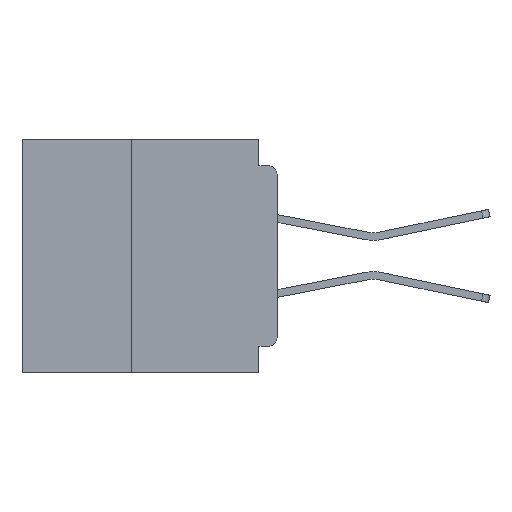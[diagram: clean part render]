
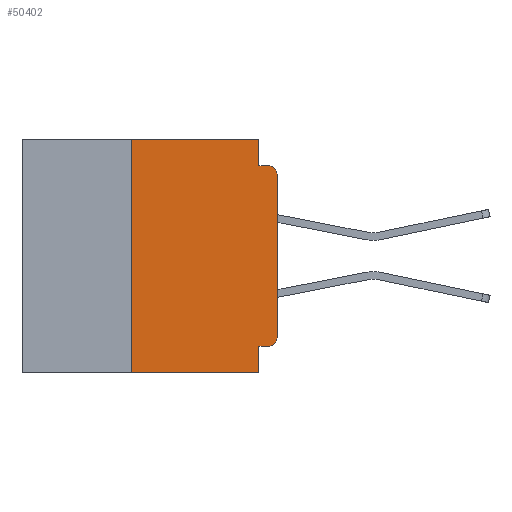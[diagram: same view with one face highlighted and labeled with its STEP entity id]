
A CAD part, left-side view. The second image highlights one B-rep face of the part: STEP entity #50402.
In plain terms, the highlighted planar face has unit normal (-1, 0, 0).
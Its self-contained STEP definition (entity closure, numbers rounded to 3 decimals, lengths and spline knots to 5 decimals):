
#1945 = VERTEX_POINT ( 'NONE', #26787 ) ;
#2511 = AXIS2_PLACEMENT_3D ( 'NONE', #46214, #32063, #55625 ) ;
#2852 = CARTESIAN_POINT ( 'NONE',  ( 0., 0.031, -0.355 ) ) ;
#4713 = DIRECTION ( 'NONE',  ( -1., 0., 0. ) ) ;
#5501 = VERTEX_POINT ( 'NONE', #11276 ) ;
#5887 = CARTESIAN_POINT ( 'NONE',  ( 0., 0.015, -0.045 ) ) ;
#6344 = CARTESIAN_POINT ( 'NONE',  ( 0., 0.25, -0.4 ) ) ;
#6449 = CARTESIAN_POINT ( 'NONE',  ( 0., 0.031, 0. ) ) ;
#9472 = VERTEX_POINT ( 'NONE', #5887 ) ;
#9601 = CARTESIAN_POINT ( 'NONE',  ( 0., 0.015, -0.355 ) ) ;
#9937 = EDGE_CURVE ( 'NONE', #1945, #9472, #38652, .T. ) ;
#11276 = CARTESIAN_POINT ( 'NONE',  ( 0., 0., -0.06 ) ) ;
#11277 = VERTEX_POINT ( 'NONE', #25692 ) ;
#12490 = VERTEX_POINT ( 'NONE', #58476 ) ;
#13060 = EDGE_CURVE ( 'NONE', #38017, #55157, #14872, .T. ) ;
#13285 = VERTEX_POINT ( 'NONE', #31081 ) ;
#13819 = VECTOR ( 'NONE', #53947, 39.37008 ) ;
#14872 = LINE ( 'NONE', #34668, #49207 ) ;
#16027 = DIRECTION ( 'NONE',  ( 0., -1., 0. ) ) ;
#16195 = CIRCLE ( 'NONE', #57636, 0.015 ) ;
#18374 = DIRECTION ( 'NONE',  ( 0., -1., 0. ) ) ;
#19042 = AXIS2_PLACEMENT_3D ( 'NONE', #19270, #51921, #23966 ) ;
#19270 = CARTESIAN_POINT ( 'NONE',  ( 0., 0.015, -0.34 ) ) ;
#20397 = DIRECTION ( 'NONE',  ( 0., 0., -1. ) ) ;
#20774 = ORIENTED_EDGE ( 'NONE', *, *, #26860, .F. ) ;
#22765 = CARTESIAN_POINT ( 'NONE',  ( 0., 0., 0. ) ) ;
#23966 = DIRECTION ( 'NONE',  ( 0., 0., -1. ) ) ;
#24771 = LINE ( 'NONE', #22765, #60575 ) ;
#25692 = CARTESIAN_POINT ( 'NONE',  ( 0., 0.031, -0.4 ) ) ;
#25828 = ORIENTED_EDGE ( 'NONE', *, *, #51295, .F. ) ;
#26787 = CARTESIAN_POINT ( 'NONE',  ( 0., 0.031, -0.045 ) ) ;
#26860 = EDGE_CURVE ( 'NONE', #55157, #11277, #46016, .T. ) ;
#27289 = ORIENTED_EDGE ( 'NONE', *, *, #35170, .F. ) ;
#27519 = EDGE_LOOP ( 'NONE', ( #32058, #43132, #60012, #44060, #25828, #27289, #44112, #20774, #44883, #50763 ) ) ;
#27719 = VECTOR ( 'NONE', #18374, 39.37008 ) ;
#29236 = DIRECTION ( 'NONE',  ( 0., 0., -1. ) ) ;
#29880 = CARTESIAN_POINT ( 'NONE',  ( 0., 0.437, -0.4 ) ) ;
#31081 = CARTESIAN_POINT ( 'NONE',  ( 0., 0.25, -0.4 ) ) ;
#31618 = VERTEX_POINT ( 'NONE', #36016 ) ;
#32058 = ORIENTED_EDGE ( 'NONE', *, *, #43368, .T. ) ;
#32063 = DIRECTION ( 'NONE',  ( 1., 0., 0. ) ) ;
#32429 = LINE ( 'NONE', #29880, #51486 ) ;
#32676 = CARTESIAN_POINT ( 'NONE',  ( 0., 0.015, -0.06 ) ) ;
#32982 = FACE_OUTER_BOUND ( 'NONE', #27519, .T. ) ;
#34668 = CARTESIAN_POINT ( 'NONE',  ( 0., 0., -0.355 ) ) ;
#35170 = EDGE_CURVE ( 'NONE', #13285, #31618, #38186, .T. ) ;
#36016 = CARTESIAN_POINT ( 'NONE',  ( 0., 0.25, 0. ) ) ;
#37378 = DIRECTION ( 'NONE',  ( 0., 0., -1. ) ) ;
#38017 = VERTEX_POINT ( 'NONE', #9601 ) ;
#38186 = LINE ( 'NONE', #6344, #49192 ) ;
#38652 = LINE ( 'NONE', #51020, #27719 ) ;
#39345 = VERTEX_POINT ( 'NONE', #40188 ) ;
#40188 = CARTESIAN_POINT ( 'NONE',  ( 0., 0.031, 0. ) ) ;
#42028 = VECTOR ( 'NONE', #20397, 39.37008 ) ;
#43132 = ORIENTED_EDGE ( 'NONE', *, *, #58189, .T. ) ;
#43368 = EDGE_CURVE ( 'NONE', #12490, #5501, #24771, .T. ) ;
#43745 = DIRECTION ( 'NONE',  ( 0., 0., 1. ) ) ;
#44060 = ORIENTED_EDGE ( 'NONE', *, *, #47821, .F. ) ;
#44112 = ORIENTED_EDGE ( 'NONE', *, *, #48284, .T. ) ;
#44883 = ORIENTED_EDGE ( 'NONE', *, *, #13060, .F. ) ;
#46016 = LINE ( 'NONE', #52550, #55520 ) ;
#46214 = CARTESIAN_POINT ( 'NONE',  ( 0., 0.437, 0. ) ) ;
#47821 = EDGE_CURVE ( 'NONE', #39345, #1945, #54434, .T. ) ;
#48284 = EDGE_CURVE ( 'NONE', #13285, #11277, #32429, .T. ) ;
#48694 = EDGE_CURVE ( 'NONE', #38017, #12490, #52876, .T. ) ;
#49192 = VECTOR ( 'NONE', #43745, 39.37008 ) ;
#49207 = VECTOR ( 'NONE', #57993, 39.37008 ) ;
#49288 = CARTESIAN_POINT ( 'NONE',  ( 0., 0.437, 0. ) ) ;
#49603 = LINE ( 'NONE', #49288, #13819 ) ;
#50402 = ADVANCED_FACE ( 'NONE', ( #32982 ), #50921, .F. ) ;
#50728 = DIRECTION ( 'NONE',  ( 0., 0., 1. ) ) ;
#50763 = ORIENTED_EDGE ( 'NONE', *, *, #48694, .T. ) ;
#50921 = PLANE ( 'NONE',  #2511 ) ;
#51020 = CARTESIAN_POINT ( 'NONE',  ( 0., 0., -0.045 ) ) ;
#51295 = EDGE_CURVE ( 'NONE', #31618, #39345, #49603, .T. ) ;
#51486 = VECTOR ( 'NONE', #16027, 39.37008 ) ;
#51921 = DIRECTION ( 'NONE',  ( -1., 0., 0. ) ) ;
#52550 = CARTESIAN_POINT ( 'NONE',  ( 0., 0.031, -0.4 ) ) ;
#52876 = CIRCLE ( 'NONE', #19042, 0.015 ) ;
#53947 = DIRECTION ( 'NONE',  ( 0., -1., 0. ) ) ;
#54434 = LINE ( 'NONE', #6449, #42028 ) ;
#55157 = VERTEX_POINT ( 'NONE', #2852 ) ;
#55520 = VECTOR ( 'NONE', #29236, 39.37008 ) ;
#55625 = DIRECTION ( 'NONE',  ( 0., 0., -1. ) ) ;
#57636 = AXIS2_PLACEMENT_3D ( 'NONE', #32676, #4713, #37378 ) ;
#57993 = DIRECTION ( 'NONE',  ( 0., 1., 0. ) ) ;
#58189 = EDGE_CURVE ( 'NONE', #5501, #9472, #16195, .T. ) ;
#58476 = CARTESIAN_POINT ( 'NONE',  ( 0., 0., -0.34 ) ) ;
#60012 = ORIENTED_EDGE ( 'NONE', *, *, #9937, .F. ) ;
#60575 = VECTOR ( 'NONE', #50728, 39.37008 ) ;
